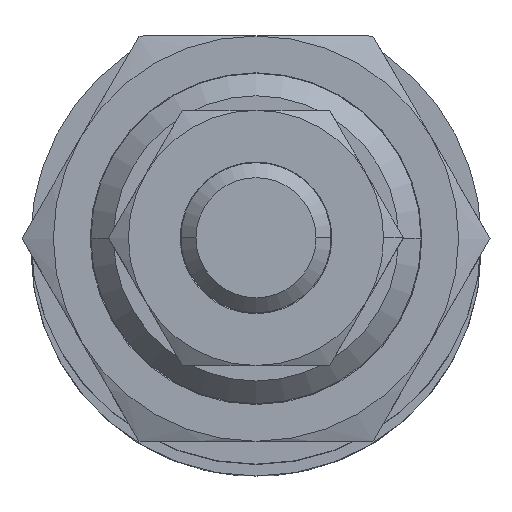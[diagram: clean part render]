
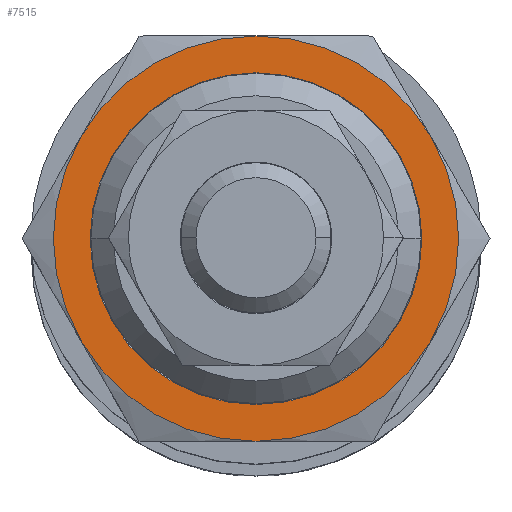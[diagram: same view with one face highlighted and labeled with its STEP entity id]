
A CAD part, top view. The second image highlights one B-rep face of the part: STEP entity #7515.
In plain terms, the highlighted planar face has unit normal (0, 0, 1).
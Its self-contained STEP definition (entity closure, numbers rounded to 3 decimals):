
#96 = DIRECTION ( 'NONE',  ( 0., 0., 1. ) ) ;
#138 = VERTEX_POINT ( 'NONE', #755 ) ;
#179 = CIRCLE ( 'NONE', #6418, 13.5 ) ;
#427 = FACE_OUTER_BOUND ( 'NONE', #8914, .T. ) ;
#510 = AXIS2_PLACEMENT_3D ( 'NONE', #9956, #8745, #4126 ) ;
#537 = DIRECTION ( 'NONE',  ( 0., 0., 1. ) ) ;
#610 = FACE_BOUND ( 'NONE', #5012, .T. ) ;
#725 = CIRCLE ( 'NONE', #510, 13.5 ) ;
#755 = CARTESIAN_POINT ( 'NONE',  ( 0., 13.5, 482. ) ) ;
#1054 = CARTESIAN_POINT ( 'NONE',  ( 0., 0., 482. ) ) ;
#1164 = CARTESIAN_POINT ( 'NONE',  ( 11.691, 6.75, 482. ) ) ;
#1415 = VERTEX_POINT ( 'NONE', #2650 ) ;
#1601 = CARTESIAN_POINT ( 'NONE',  ( 0., 0., 482. ) ) ;
#1947 = EDGE_CURVE ( 'NONE', #1415, #3583, #10044, .T. ) ;
#1983 = DIRECTION ( 'NONE',  ( 0.866, 0.5, 0. ) ) ;
#2173 = DIRECTION ( 'NONE',  ( 0.866, 0.5, 0. ) ) ;
#2281 = DIRECTION ( 'NONE',  ( 0.866, 0.5, 0. ) ) ;
#2650 = CARTESIAN_POINT ( 'NONE',  ( -11.691, -6.75, 482. ) ) ;
#2704 = ORIENTED_EDGE ( 'NONE', *, *, #3792, .T. ) ;
#3224 = ORIENTED_EDGE ( 'NONE', *, *, #5264, .T. ) ;
#3425 = DIRECTION ( 'NONE',  ( 0., 0., 1. ) ) ;
#3430 = EDGE_CURVE ( 'NONE', #8522, #138, #725, .T. ) ;
#3583 = VERTEX_POINT ( 'NONE', #9329 ) ;
#3732 = CARTESIAN_POINT ( 'NONE',  ( -9.57, -5.525, 482. ) ) ;
#3736 = ORIENTED_EDGE ( 'NONE', *, *, #3430, .T. ) ;
#3792 = EDGE_CURVE ( 'NONE', #3583, #5901, #8684, .T. ) ;
#4117 = EDGE_CURVE ( 'NONE', #6092, #11834, #11631, .T. ) ;
#4126 = DIRECTION ( 'NONE',  ( 0.866, 0.5, 0. ) ) ;
#4361 = CIRCLE ( 'NONE', #11951, 13.5 ) ;
#4741 = CARTESIAN_POINT ( 'NONE',  ( 0., 0., 482. ) ) ;
#4783 = DIRECTION ( 'NONE',  ( 0., 0., 1. ) ) ;
#4879 = DIRECTION ( 'NONE',  ( 0., 0., 1. ) ) ;
#5012 = EDGE_LOOP ( 'NONE', ( #6870, #8738 ) ) ;
#5171 = DIRECTION ( 'NONE',  ( 0.866, 0.5, 0. ) ) ;
#5202 = CARTESIAN_POINT ( 'NONE',  ( 11.691, -6.75, 482. ) ) ;
#5264 = EDGE_CURVE ( 'NONE', #138, #6902, #10511, .T. ) ;
#5509 = EDGE_CURVE ( 'NONE', #5901, #8522, #179, .T. ) ;
#5901 = VERTEX_POINT ( 'NONE', #5202 ) ;
#6092 = VERTEX_POINT ( 'NONE', #3732 ) ;
#6418 = AXIS2_PLACEMENT_3D ( 'NONE', #11078, #10962, #8313 ) ;
#6522 = AXIS2_PLACEMENT_3D ( 'NONE', #1601, #11732, #2281 ) ;
#6835 = ORIENTED_EDGE ( 'NONE', *, *, #1947, .T. ) ;
#6870 = ORIENTED_EDGE ( 'NONE', *, *, #9746, .F. ) ;
#6902 = VERTEX_POINT ( 'NONE', #7763 ) ;
#7515 = ADVANCED_FACE ( 'NONE', ( #610, #427 ), #8044, .T. ) ;
#7539 = DIRECTION ( 'NONE',  ( 0.866, 0.5, 0. ) ) ;
#7763 = CARTESIAN_POINT ( 'NONE',  ( -11.691, 6.75, 482. ) ) ;
#7877 = EDGE_CURVE ( 'NONE', #6902, #1415, #4361, .T. ) ;
#8044 = PLANE ( 'NONE',  #8808 ) ;
#8112 = AXIS2_PLACEMENT_3D ( 'NONE', #1054, #4783, #1983 ) ;
#8313 = DIRECTION ( 'NONE',  ( 0.866, 0.5, 0. ) ) ;
#8522 = VERTEX_POINT ( 'NONE', #1164 ) ;
#8684 = CIRCLE ( 'NONE', #11819, 13.5 ) ;
#8693 = CIRCLE ( 'NONE', #8112, 11.05 ) ;
#8738 = ORIENTED_EDGE ( 'NONE', *, *, #4117, .F. ) ;
#8745 = DIRECTION ( 'NONE',  ( 0., 0., 1. ) ) ;
#8808 = AXIS2_PLACEMENT_3D ( 'NONE', #11782, #3425, #10693 ) ;
#8914 = EDGE_LOOP ( 'NONE', ( #11665, #3736, #3224, #10539, #6835, #2704 ) ) ;
#9329 = CARTESIAN_POINT ( 'NONE',  ( 0., -13.5, 482. ) ) ;
#9511 = CARTESIAN_POINT ( 'NONE',  ( 0., 0., 482. ) ) ;
#9539 = AXIS2_PLACEMENT_3D ( 'NONE', #10401, #9609, #2173 ) ;
#9609 = DIRECTION ( 'NONE',  ( 0., 0., 1. ) ) ;
#9746 = EDGE_CURVE ( 'NONE', #11834, #6092, #8693, .T. ) ;
#9956 = CARTESIAN_POINT ( 'NONE',  ( 0., 0., 482. ) ) ;
#10044 = CIRCLE ( 'NONE', #6522, 13.5 ) ;
#10401 = CARTESIAN_POINT ( 'NONE',  ( 0., 0., 482. ) ) ;
#10511 = CIRCLE ( 'NONE', #9539, 13.5 ) ;
#10539 = ORIENTED_EDGE ( 'NONE', *, *, #7877, .T. ) ;
#10618 = CARTESIAN_POINT ( 'NONE',  ( 9.57, 5.525, 482. ) ) ;
#10693 = DIRECTION ( 'NONE',  ( 0.866, 0.5, 0. ) ) ;
#10962 = DIRECTION ( 'NONE',  ( 0., 0., 1. ) ) ;
#11078 = CARTESIAN_POINT ( 'NONE',  ( 0., 0., 482. ) ) ;
#11408 = DIRECTION ( 'NONE',  ( 0.866, 0.5, 0. ) ) ;
#11631 = CIRCLE ( 'NONE', #11827, 11.05 ) ;
#11665 = ORIENTED_EDGE ( 'NONE', *, *, #5509, .T. ) ;
#11703 = CARTESIAN_POINT ( 'NONE',  ( 0., 0., 482. ) ) ;
#11732 = DIRECTION ( 'NONE',  ( 0., 0., 1. ) ) ;
#11782 = CARTESIAN_POINT ( 'NONE',  ( 0., 0., 482. ) ) ;
#11819 = AXIS2_PLACEMENT_3D ( 'NONE', #9511, #4879, #11408 ) ;
#11827 = AXIS2_PLACEMENT_3D ( 'NONE', #4741, #96, #7539 ) ;
#11834 = VERTEX_POINT ( 'NONE', #10618 ) ;
#11951 = AXIS2_PLACEMENT_3D ( 'NONE', #11703, #537, #5171 ) ;
